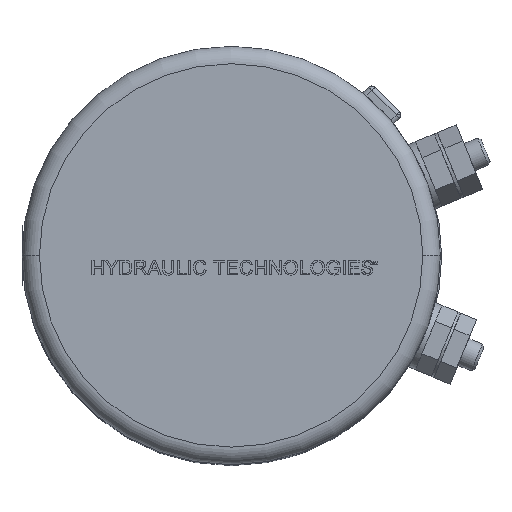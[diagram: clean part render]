
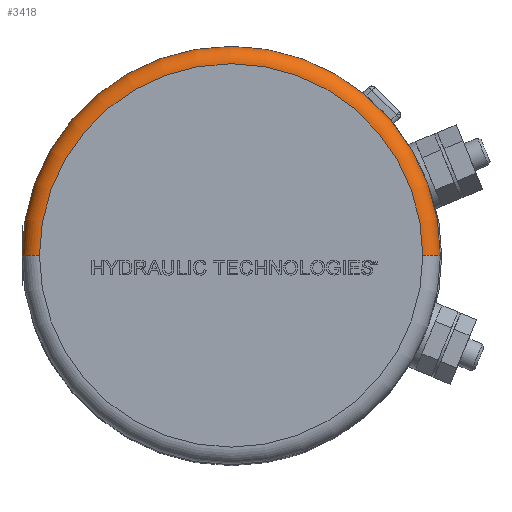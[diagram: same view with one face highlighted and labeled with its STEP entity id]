
A CAD part, top view. The second image highlights one B-rep face of the part: STEP entity #3418.
In plain terms, the highlighted toroidal (fillet/blend) face has major radius 52.388 mm and minor radius 4.763 mm.
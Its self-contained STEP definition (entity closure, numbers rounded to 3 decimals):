
#103 = CARTESIAN_POINT ( 'NONE',  ( 88.039, 99.474, 216.067 ) ) ;
#306 = CIRCLE ( 'NONE', #10047, 4.763 ) ;
#416 = TOROIDAL_SURFACE ( 'NONE', #1964, 52.388, 4.763 ) ;
#646 = AXIS2_PLACEMENT_3D ( 'NONE', #840, #1809, #1650 ) ;
#695 = DIRECTION ( 'NONE',  ( 0., 0., 1. ) ) ;
#802 = VERTEX_POINT ( 'NONE', #8585 ) ;
#840 = CARTESIAN_POINT ( 'NONE',  ( 35.651, 99.474, 216.067 ) ) ;
#1413 = VERTEX_POINT ( 'NONE', #10533 ) ;
#1650 = DIRECTION ( 'NONE',  ( -1., 0., 0. ) ) ;
#1809 = DIRECTION ( 'NONE',  ( 0., 1., 0. ) ) ;
#1964 = AXIS2_PLACEMENT_3D ( 'NONE', #8042, #8089, #8841 ) ;
#3169 = AXIS2_PLACEMENT_3D ( 'NONE', #9694, #695, #3763 ) ;
#3411 = DIRECTION ( 'NONE',  ( 1., 0., 0. ) ) ;
#3418 = ADVANCED_FACE ( 'NONE', ( #3917 ), #416, .T. ) ;
#3763 = DIRECTION ( 'NONE',  ( 1., 0., 0. ) ) ;
#3917 = FACE_OUTER_BOUND ( 'NONE', #5915, .T. ) ;
#4467 = EDGE_CURVE ( 'NONE', #1413, #802, #7795, .T. ) ;
#4969 = CARTESIAN_POINT ( 'NONE',  ( 145.189, 99.474, 216.067 ) ) ;
#5129 = DIRECTION ( 'NONE',  ( 0., 0., -1. ) ) ;
#5223 = VERTEX_POINT ( 'NONE', #4969 ) ;
#5915 = EDGE_LOOP ( 'NONE', ( #9506, #8532, #9386, #7525 ) ) ;
#5934 = EDGE_CURVE ( 'NONE', #7702, #5223, #6101, .T. ) ;
#6101 = CIRCLE ( 'NONE', #9340, 57.15 ) ;
#6877 = CARTESIAN_POINT ( 'NONE',  ( 30.889, 99.474, 216.067 ) ) ;
#7525 = ORIENTED_EDGE ( 'NONE', *, *, #9063, .F. ) ;
#7700 = DIRECTION ( 'NONE',  ( 0., -1., 0. ) ) ;
#7702 = VERTEX_POINT ( 'NONE', #6877 ) ;
#7795 = CIRCLE ( 'NONE', #3169, 52.388 ) ;
#8042 = CARTESIAN_POINT ( 'NONE',  ( 88.039, 99.474, 216.067 ) ) ;
#8089 = DIRECTION ( 'NONE',  ( 0., 0., 1. ) ) ;
#8195 = CIRCLE ( 'NONE', #646, 4.762 ) ;
#8532 = ORIENTED_EDGE ( 'NONE', *, *, #10098, .T. ) ;
#8585 = CARTESIAN_POINT ( 'NONE',  ( 35.651, 99.474, 220.829 ) ) ;
#8841 = DIRECTION ( 'NONE',  ( 1., 0., 0. ) ) ;
#9063 = EDGE_CURVE ( 'NONE', #5223, #1413, #306, .T. ) ;
#9092 = DIRECTION ( 'NONE',  ( 0., 0., -1. ) ) ;
#9340 = AXIS2_PLACEMENT_3D ( 'NONE', #103, #9092, #3411 ) ;
#9386 = ORIENTED_EDGE ( 'NONE', *, *, #4467, .F. ) ;
#9506 = ORIENTED_EDGE ( 'NONE', *, *, #5934, .F. ) ;
#9694 = CARTESIAN_POINT ( 'NONE',  ( 88.039, 99.474, 220.829 ) ) ;
#10047 = AXIS2_PLACEMENT_3D ( 'NONE', #10093, #7700, #5129 ) ;
#10093 = CARTESIAN_POINT ( 'NONE',  ( 140.426, 99.474, 216.067 ) ) ;
#10098 = EDGE_CURVE ( 'NONE', #7702, #802, #8195, .T. ) ;
#10533 = CARTESIAN_POINT ( 'NONE',  ( 140.426, 99.474, 220.829 ) ) ;
